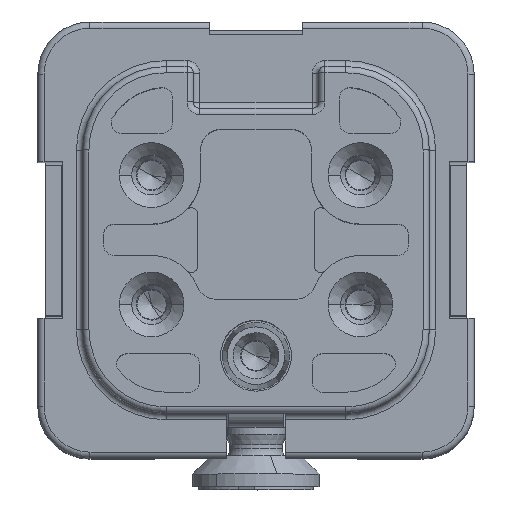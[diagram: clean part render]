
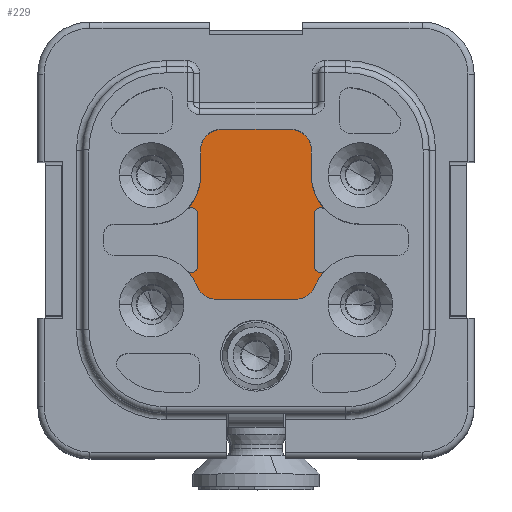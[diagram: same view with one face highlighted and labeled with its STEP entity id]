
A CAD part, top view. The second image highlights one B-rep face of the part: STEP entity #229.
In plain terms, the highlighted planar face has unit normal (0, 0, 1).
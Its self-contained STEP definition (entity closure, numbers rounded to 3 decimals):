
#74=AXIS2_PLACEMENT_3D('Plane Axis2P3D',#71,#72,#73) ;
#87=AXIS2_PLACEMENT_3D('Circle Axis2P3D',#85,#86,$) ;
#101=AXIS2_PLACEMENT_3D('Circle Axis2P3D',#99,#100,$) ;
#108=AXIS2_PLACEMENT_3D('Circle Axis2P3D',#106,#107,$) ;
#115=AXIS2_PLACEMENT_3D('Circle Axis2P3D',#113,#114,$) ;
#120=AXIS2_PLACEMENT_3D('Circle Axis2P3D',#118,#119,$) ;
#127=AXIS2_PLACEMENT_3D('Circle Axis2P3D',#125,#126,$) ;
#134=AXIS2_PLACEMENT_3D('Circle Axis2P3D',#132,#133,$) ;
#148=AXIS2_PLACEMENT_3D('Circle Axis2P3D',#146,#147,$) ;
#155=AXIS2_PLACEMENT_3D('Circle Axis2P3D',#153,#154,$) ;
#162=AXIS2_PLACEMENT_3D('Circle Axis2P3D',#160,#161,$) ;
#176=AXIS2_PLACEMENT_3D('Circle Axis2P3D',#174,#175,$) ;
#183=AXIS2_PLACEMENT_3D('Circle Axis2P3D',#181,#182,$) ;
#190=AXIS2_PLACEMENT_3D('Circle Axis2P3D',#188,#189,$) ;
#204=AXIS2_PLACEMENT_3D('Circle Axis2P3D',#202,#203,$) ;
#36=CARTESIAN_POINT('Line Origine',(7.65,11.95,26.8)) ;
#40=CARTESIAN_POINT('Vertex',(7.65,13.203,26.8)) ;
#42=CARTESIAN_POINT('Vertex',(7.65,10.697,26.8)) ;
#71=CARTESIAN_POINT('Axis2P3D Location',(10.45,11.95,26.8)) ;
#76=CARTESIAN_POINT('Line Origine',(10.45,17.25,26.8)) ;
#80=CARTESIAN_POINT('Vertex',(12.1,17.25,26.8)) ;
#82=CARTESIAN_POINT('Vertex',(8.8,17.25,26.8)) ;
#85=CARTESIAN_POINT('Axis2P3D Location',(8.8,16.25,26.8)) ;
#89=CARTESIAN_POINT('Vertex',(7.8,16.25,26.8)) ;
#92=CARTESIAN_POINT('Line Origine',(7.8,15.65,26.8)) ;
#96=CARTESIAN_POINT('Vertex',(7.8,15.05,26.8)) ;
#99=CARTESIAN_POINT('Axis2P3D Location',(5.45,15.05,26.8)) ;
#103=CARTESIAN_POINT('Vertex',(7.65,14.224,26.8)) ;
#106=CARTESIAN_POINT('Axis2P3D Location',(5.45,15.05,26.8)) ;
#110=CARTESIAN_POINT('Vertex',(7.135,13.412,26.8)) ;
#113=CARTESIAN_POINT('Axis2P3D Location',(7.35,13.203,26.8)) ;
#118=CARTESIAN_POINT('Axis2P3D Location',(7.35,10.697,26.8)) ;
#122=CARTESIAN_POINT('Vertex',(7.135,10.488,26.8)) ;
#125=CARTESIAN_POINT('Axis2P3D Location',(5.45,8.85,26.8)) ;
#129=CARTESIAN_POINT('Vertex',(7.63,9.727,26.8)) ;
#132=CARTESIAN_POINT('Axis2P3D Location',(8.558,10.1,26.8)) ;
#136=CARTESIAN_POINT('Vertex',(8.558,9.1,26.8)) ;
#139=CARTESIAN_POINT('Line Origine',(10.45,9.1,26.8)) ;
#143=CARTESIAN_POINT('Vertex',(12.342,9.1,26.8)) ;
#146=CARTESIAN_POINT('Axis2P3D Location',(12.342,10.1,26.8)) ;
#150=CARTESIAN_POINT('Vertex',(13.27,9.727,26.8)) ;
#153=CARTESIAN_POINT('Axis2P3D Location',(15.45,8.85,26.8)) ;
#157=CARTESIAN_POINT('Vertex',(13.765,10.488,26.8)) ;
#160=CARTESIAN_POINT('Axis2P3D Location',(13.55,10.697,26.8)) ;
#164=CARTESIAN_POINT('Vertex',(13.25,10.697,26.8)) ;
#167=CARTESIAN_POINT('Line Origine',(13.25,11.95,26.8)) ;
#171=CARTESIAN_POINT('Vertex',(13.25,13.203,26.8)) ;
#174=CARTESIAN_POINT('Axis2P3D Location',(13.55,13.203,26.8)) ;
#178=CARTESIAN_POINT('Vertex',(13.765,13.412,26.8)) ;
#181=CARTESIAN_POINT('Axis2P3D Location',(15.45,15.05,26.8)) ;
#185=CARTESIAN_POINT('Vertex',(13.25,14.224,26.8)) ;
#188=CARTESIAN_POINT('Axis2P3D Location',(15.45,15.05,26.8)) ;
#192=CARTESIAN_POINT('Vertex',(13.1,15.05,26.8)) ;
#195=CARTESIAN_POINT('Line Origine',(13.1,15.65,26.8)) ;
#199=CARTESIAN_POINT('Vertex',(13.1,16.25,26.8)) ;
#202=CARTESIAN_POINT('Axis2P3D Location',(12.1,16.25,26.8)) ;
#37=DIRECTION('Vector Direction',(0.,-1.,0.)) ;
#72=DIRECTION('Axis2P3D Direction',(0.,0.,1.)) ;
#73=DIRECTION('Axis2P3D XDirection',(1.,0.,0.)) ;
#77=DIRECTION('Vector Direction',(1.,0.,0.)) ;
#86=DIRECTION('Axis2P3D Direction',(0.,0.,1.)) ;
#93=DIRECTION('Vector Direction',(0.,1.,0.)) ;
#100=DIRECTION('Axis2P3D Direction',(0.,0.,1.)) ;
#107=DIRECTION('Axis2P3D Direction',(0.,0.,1.)) ;
#114=DIRECTION('Axis2P3D Direction',(0.,0.,1.)) ;
#119=DIRECTION('Axis2P3D Direction',(0.,0.,1.)) ;
#126=DIRECTION('Axis2P3D Direction',(0.,0.,1.)) ;
#133=DIRECTION('Axis2P3D Direction',(0.,0.,1.)) ;
#140=DIRECTION('Vector Direction',(1.,0.,0.)) ;
#147=DIRECTION('Axis2P3D Direction',(0.,0.,1.)) ;
#154=DIRECTION('Axis2P3D Direction',(0.,0.,1.)) ;
#161=DIRECTION('Axis2P3D Direction',(0.,0.,1.)) ;
#168=DIRECTION('Vector Direction',(0.,-1.,0.)) ;
#175=DIRECTION('Axis2P3D Direction',(0.,0.,1.)) ;
#182=DIRECTION('Axis2P3D Direction',(0.,0.,1.)) ;
#189=DIRECTION('Axis2P3D Direction',(0.,0.,1.)) ;
#196=DIRECTION('Vector Direction',(0.,1.,0.)) ;
#203=DIRECTION('Axis2P3D Direction',(0.,0.,1.)) ;
#38=VECTOR('Line Direction',#37,1.) ;
#78=VECTOR('Line Direction',#77,1.) ;
#94=VECTOR('Line Direction',#93,1.) ;
#141=VECTOR('Line Direction',#140,1.) ;
#169=VECTOR('Line Direction',#168,1.) ;
#197=VECTOR('Line Direction',#196,1.) ;
#208=ORIENTED_EDGE('',*,*,#84,.T.) ;
#209=ORIENTED_EDGE('',*,*,#91,.T.) ;
#210=ORIENTED_EDGE('',*,*,#98,.T.) ;
#211=ORIENTED_EDGE('',*,*,#105,.T.) ;
#212=ORIENTED_EDGE('',*,*,#112,.F.) ;
#213=ORIENTED_EDGE('',*,*,#117,.T.) ;
#214=ORIENTED_EDGE('',*,*,#44,.T.) ;
#215=ORIENTED_EDGE('',*,*,#124,.T.) ;
#216=ORIENTED_EDGE('',*,*,#131,.F.) ;
#217=ORIENTED_EDGE('',*,*,#138,.T.) ;
#218=ORIENTED_EDGE('',*,*,#145,.T.) ;
#219=ORIENTED_EDGE('',*,*,#152,.T.) ;
#220=ORIENTED_EDGE('',*,*,#159,.F.) ;
#221=ORIENTED_EDGE('',*,*,#166,.T.) ;
#222=ORIENTED_EDGE('',*,*,#173,.F.) ;
#223=ORIENTED_EDGE('',*,*,#180,.T.) ;
#224=ORIENTED_EDGE('',*,*,#187,.F.) ;
#225=ORIENTED_EDGE('',*,*,#194,.T.) ;
#226=ORIENTED_EDGE('',*,*,#201,.T.) ;
#227=ORIENTED_EDGE('',*,*,#206,.T.) ;
#229=ADVANCED_FACE('Hauptk\X2\00F6\X0\rper',(#228),#75,.T.) ;
#88=CIRCLE('generated circle',#87,1.) ;
#102=CIRCLE('generated circle',#101,2.35) ;
#109=CIRCLE('generated circle',#108,2.35) ;
#116=CIRCLE('generated circle',#115,0.3) ;
#121=CIRCLE('generated circle',#120,0.3) ;
#128=CIRCLE('generated circle',#127,2.35) ;
#135=CIRCLE('generated circle',#134,1.) ;
#149=CIRCLE('generated circle',#148,1.) ;
#156=CIRCLE('generated circle',#155,2.35) ;
#163=CIRCLE('generated circle',#162,0.3) ;
#177=CIRCLE('generated circle',#176,0.3) ;
#184=CIRCLE('generated circle',#183,2.35) ;
#191=CIRCLE('generated circle',#190,2.35) ;
#205=CIRCLE('generated circle',#204,1.) ;
#44=EDGE_CURVE('',#41,#43,#39,.T.) ;
#84=EDGE_CURVE('',#81,#83,#79,.F.) ;
#91=EDGE_CURVE('',#83,#90,#88,.T.) ;
#98=EDGE_CURVE('',#90,#97,#95,.F.) ;
#105=EDGE_CURVE('',#97,#104,#102,.F.) ;
#112=EDGE_CURVE('',#111,#104,#109,.T.) ;
#117=EDGE_CURVE('',#111,#41,#116,.F.) ;
#124=EDGE_CURVE('',#43,#123,#121,.F.) ;
#131=EDGE_CURVE('',#130,#123,#128,.T.) ;
#138=EDGE_CURVE('',#130,#137,#135,.T.) ;
#145=EDGE_CURVE('',#137,#144,#142,.T.) ;
#152=EDGE_CURVE('',#144,#151,#149,.T.) ;
#159=EDGE_CURVE('',#158,#151,#156,.T.) ;
#166=EDGE_CURVE('',#158,#165,#163,.F.) ;
#173=EDGE_CURVE('',#172,#165,#170,.T.) ;
#180=EDGE_CURVE('',#172,#179,#177,.F.) ;
#187=EDGE_CURVE('',#186,#179,#184,.T.) ;
#194=EDGE_CURVE('',#186,#193,#191,.F.) ;
#201=EDGE_CURVE('',#193,#200,#198,.T.) ;
#206=EDGE_CURVE('',#200,#81,#205,.T.) ;
#207=EDGE_LOOP('',(#208,#209,#210,#211,#212,#213,#214,#215,#216,#217,#218,#219,#220,#221,#222,#223,#224,#225,#226,#227)) ;
#228=FACE_OUTER_BOUND('',#207,.T.) ;
#39=LINE('Line',#36,#38) ;
#79=LINE('Line',#76,#78) ;
#95=LINE('Line',#92,#94) ;
#142=LINE('Line',#139,#141) ;
#170=LINE('Line',#167,#169) ;
#198=LINE('Line',#195,#197) ;
#75=PLANE('',#74) ;
#41=VERTEX_POINT('',#40) ;
#43=VERTEX_POINT('',#42) ;
#81=VERTEX_POINT('',#80) ;
#83=VERTEX_POINT('',#82) ;
#90=VERTEX_POINT('',#89) ;
#97=VERTEX_POINT('',#96) ;
#104=VERTEX_POINT('',#103) ;
#111=VERTEX_POINT('',#110) ;
#123=VERTEX_POINT('',#122) ;
#130=VERTEX_POINT('',#129) ;
#137=VERTEX_POINT('',#136) ;
#144=VERTEX_POINT('',#143) ;
#151=VERTEX_POINT('',#150) ;
#158=VERTEX_POINT('',#157) ;
#165=VERTEX_POINT('',#164) ;
#172=VERTEX_POINT('',#171) ;
#179=VERTEX_POINT('',#178) ;
#186=VERTEX_POINT('',#185) ;
#193=VERTEX_POINT('',#192) ;
#200=VERTEX_POINT('',#199) ;
